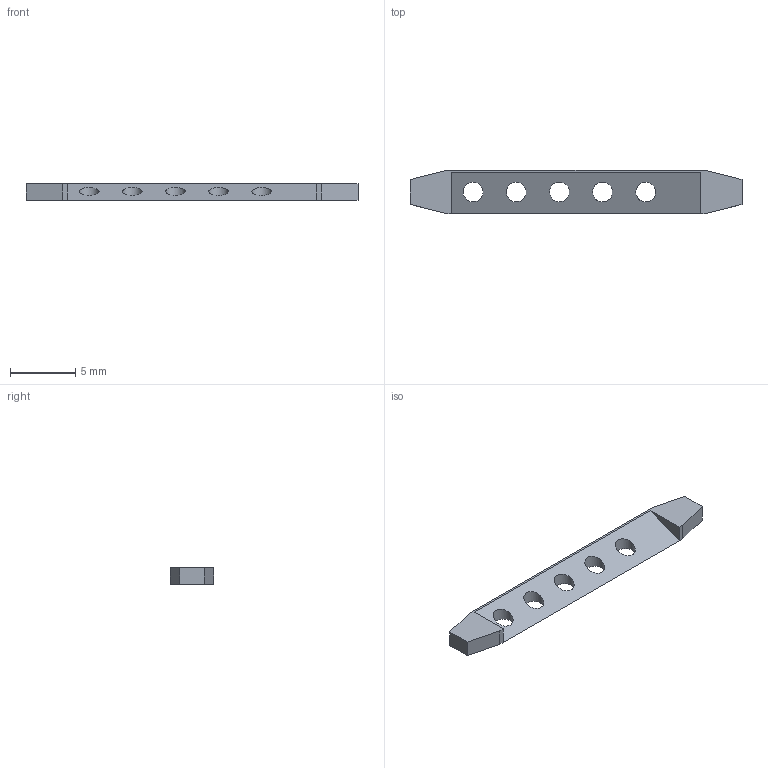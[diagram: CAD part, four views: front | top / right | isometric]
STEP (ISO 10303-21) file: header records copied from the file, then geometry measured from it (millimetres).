
FILE_DESCRIPTION(/* description */ ('STEP AP242','CAx-IF Rec.Pracs.---Representation and Presentation of Product Manufacturing Information (PMI)---4.0---2014-10-13','CAx-IF Rec.Pracs.---3D Tessellated Geometry---0.4---2014-09-14','2;1'),/* implementation_level */ '2;1');
FILE_NAME(/* name */ '65a58f56fcbdcd0c75f705e7',/* time_stamp */ '2024-01-15T20:02:30Z',/* author */ (''),/* organization */ (''),/* preprocessor_version */ 'ST-DEVELOPER v19.4',/* originating_system */ ' ',/* authorisation */ ' ');
FILE_SCHEMA (('AP242_MANAGED_MODEL_BASED_3D_ENGINEERING_MIM_LF { 1 0 10303 442 1 1 4 }'));
Length unit declared in the file: metre
Products named in the file (1): Part 1
Bounding box: 25.4 x 3.3 x 1.27 mm (x, y, z)
Volume: 57.5 mm3; surface area: 211.3 mm2
Topology: 1 solids, 1 shells, 19 faces, 54 edges, 37 vertices
Faces by surface type: plane 14, cylinder 5
Full cylindrical faces by diameter (mm): 1.524 x5
Entity records: 594 total; most frequent: CARTESIAN_POINT 96, DIRECTION 94, ORIENTED_EDGE 88, EDGE_CURVE 44, LINE 34, VECTOR 34, EDGE_LOOP 34, FACE_BOUND 34
